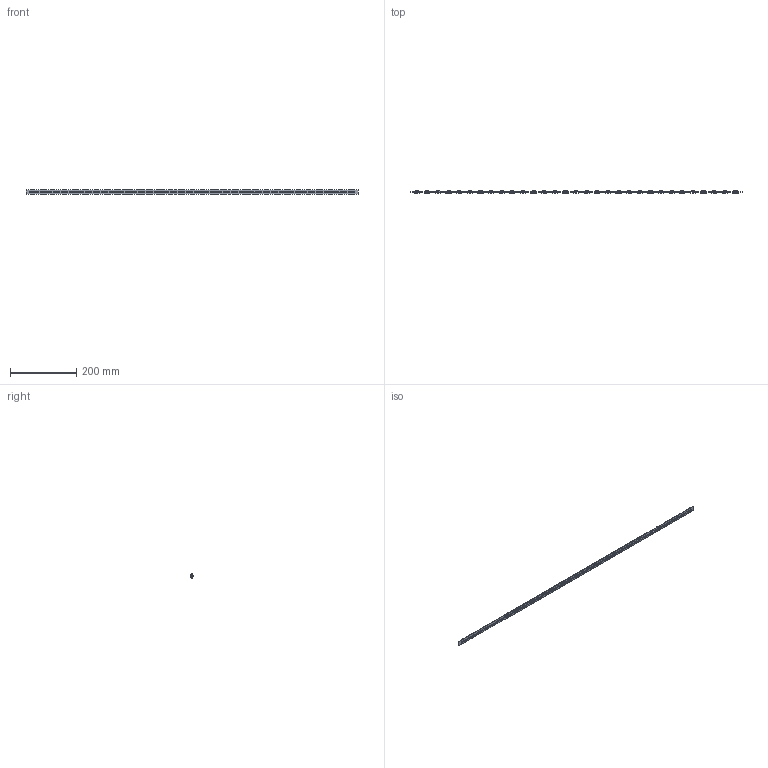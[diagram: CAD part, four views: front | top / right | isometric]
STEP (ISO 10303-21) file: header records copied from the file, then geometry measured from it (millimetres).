
FILE_DESCRIPTION (( 'STEP AP203' ), '1' );
FILE_NAME ('3080.STEP', '2020-08-28T07:53:18', ( '' ), ( '' ), 'SwSTEP 2.0', 'SolidWorks 2011', '' );
FILE_SCHEMA (( 'CONFIG_CONTROL_DESIGN' ));
Length unit declared in the file: millimetre
Products named in the file (1): 3080
Bounding box: 1000 x 11.15 x 15 mm (x, y, z)
Volume: 41774.2 mm3; surface area: 46029.5 mm2
Topology: 1 solids, 32 shells, 1740 faces, 4656 edges, 3042 vertices
Faces by surface type: plane 1215, cylinder 432, cone 62, bspline 31
Entity records: 55060 total; most frequent: CARTESIAN_POINT 10772, ORIENTED_EDGE 9312, DIRECTION 8816, EDGE_CURVE 4656, LINE 3420, VECTOR 3420, VERTEX_POINT 3042, AXIS2_PLACEMENT_3D 2698
